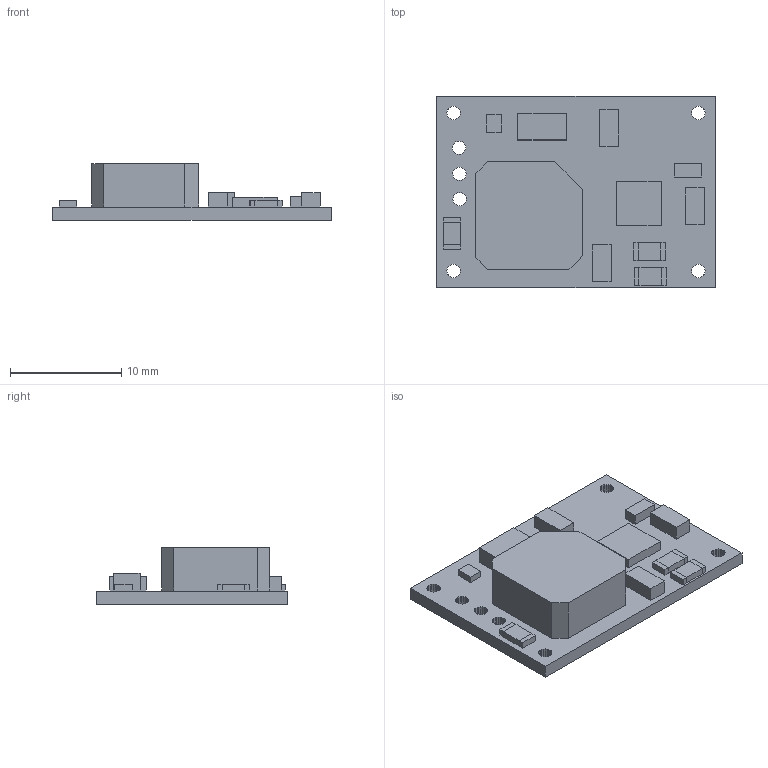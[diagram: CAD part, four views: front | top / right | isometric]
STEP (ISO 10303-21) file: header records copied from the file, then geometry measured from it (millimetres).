
FILE_DESCRIPTION(('FreeCAD Model'),'2;1');
FILE_NAME('tp5100.step', '2019-12-03T19:12:17',('Author'),(''), 'Open CASCADE STEP processor 7.3','FreeCAD','Unknown');
FILE_SCHEMA(('AUTOMOTIVE_DESIGN { 1 0 10303 214 1 1 1 1 }'));
Length unit declared in the file: millimetre
Products named in the file (1): TP5100Module002
Bounding box: 25 x 17.2 x 5.1 mm (x, y, z)
Surface area: 1506.4 mm2 (no closed solid volume)
Topology: 0 solids, 12 shells, 278 faces, 756 edges, 480 vertices
Faces by surface type: plane 278
Entity records: 18202 total; most frequent: CARTESIAN_POINT 2987, DIRECTION 2786, LINE 2228, VECTOR 2228, ORIENTED_EDGE 1472, PCURVE 1472, DEFINITIONAL_REPRESENTATION 1472, EDGE_CURVE 756
